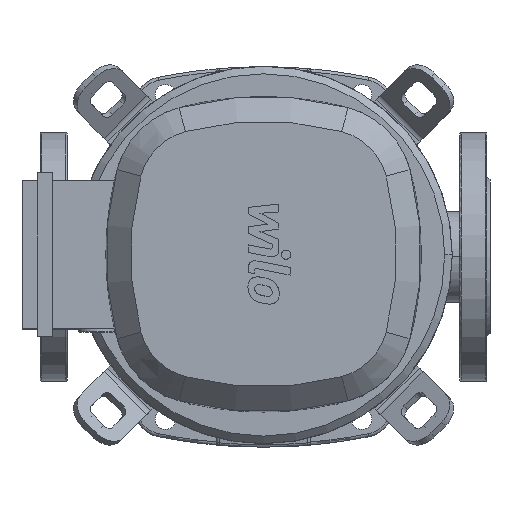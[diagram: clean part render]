
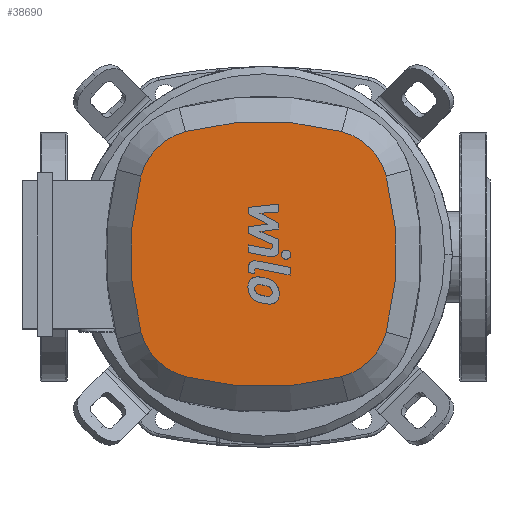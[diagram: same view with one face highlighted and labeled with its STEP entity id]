
A CAD part, top view. The second image highlights one B-rep face of the part: STEP entity #38690.
In plain terms, the highlighted planar face has unit normal (0, 0, 1).
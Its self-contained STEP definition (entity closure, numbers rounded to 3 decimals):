
#38325=CARTESIAN_POINT('',(-81.201,-51.757,1100.0));
#38326=VERTEX_POINT('',#38325);
#38344=CARTESIAN_POINT('',(-51.757,-81.201,1100.0));
#38345=VERTEX_POINT('',#38344);
#38352=CARTESIAN_POINT('',(-41.012,-41.012,1100.0));
#38353=DIRECTION('',(0.0,0.0,-1.0));
#38354=DIRECTION('',(0.0,-1.0,0.0));
#38355=AXIS2_PLACEMENT_3D('',#38352,#38353,#38354);
#38356=CIRCLE('',#38355,41.6);
#38357=EDGE_CURVE('',#38345,#38326,#38356,.T.);
#38367=CARTESIAN_POINT('',(-81.201,51.757,1100.0));
#38368=VERTEX_POINT('',#38367);
#38385=CARTESIAN_POINT('',(112.387,0.,1100.0));
#38386=DIRECTION('',(0.0,0.0,-1.0));
#38387=DIRECTION('',(-0.966,0.258,0.0));
#38388=AXIS2_PLACEMENT_3D('',#38385,#38386,#38387);
#38389=CIRCLE('',#38388,200.387);
#38390=EDGE_CURVE('',#38326,#38368,#38389,.T.);
#38402=CARTESIAN_POINT('',(51.757,-81.201,1100.0));
#38403=VERTEX_POINT('',#38402);
#38410=CARTESIAN_POINT('',(0.,112.387,1100.0));
#38411=DIRECTION('',(0.0,0.0,-1.0));
#38412=DIRECTION('',(-0.258,-0.966,0.0));
#38413=AXIS2_PLACEMENT_3D('',#38410,#38411,#38412);
#38414=CIRCLE('',#38413,200.387);
#38415=EDGE_CURVE('',#38403,#38345,#38414,.T.);
#38433=CARTESIAN_POINT('',(-51.757,81.201,1100.0));
#38434=VERTEX_POINT('',#38433);
#38451=CARTESIAN_POINT('',(-41.012,41.012,1100.0));
#38452=DIRECTION('',(0.0,0.0,-1.0));
#38453=DIRECTION('',(-1.0,0.0,0.0));
#38454=AXIS2_PLACEMENT_3D('',#38451,#38452,#38453);
#38455=CIRCLE('',#38454,41.6);
#38456=EDGE_CURVE('',#38368,#38434,#38455,.T.);
#38468=CARTESIAN_POINT('',(81.201,-51.757,1100.0));
#38469=VERTEX_POINT('',#38468);
#38476=CARTESIAN_POINT('',(41.012,-41.012,1100.0));
#38477=DIRECTION('',(0.0,0.0,-1.0));
#38478=DIRECTION('',(1.0,0.0,0.0));
#38479=AXIS2_PLACEMENT_3D('',#38476,#38477,#38478);
#38480=CIRCLE('',#38479,41.6);
#38481=EDGE_CURVE('',#38469,#38403,#38480,.T.);
#38499=CARTESIAN_POINT('',(51.757,81.201,1100.0));
#38500=VERTEX_POINT('',#38499);
#38517=CARTESIAN_POINT('',(0.,-112.387,1100.0));
#38518=DIRECTION('',(0.0,0.0,-1.0));
#38519=DIRECTION('',(0.258,0.966,0.0));
#38520=AXIS2_PLACEMENT_3D('',#38517,#38518,#38519);
#38521=CIRCLE('',#38520,200.387);
#38522=EDGE_CURVE('',#38434,#38500,#38521,.T.);
#38534=CARTESIAN_POINT('',(81.201,51.757,1100.0));
#38535=VERTEX_POINT('',#38534);
#38542=CARTESIAN_POINT('',(-112.387,0.,1100.0));
#38543=DIRECTION('',(0.0,0.0,-1.0));
#38544=DIRECTION('',(0.966,-0.258,0.0));
#38545=AXIS2_PLACEMENT_3D('',#38542,#38543,#38544);
#38546=CIRCLE('',#38545,200.387);
#38547=EDGE_CURVE('',#38535,#38469,#38546,.T.);
#38566=CARTESIAN_POINT('',(41.012,41.012,1100.0));
#38567=DIRECTION('',(0.0,0.0,-1.0));
#38568=DIRECTION('',(0.0,1.0,0.0));
#38569=AXIS2_PLACEMENT_3D('',#38566,#38567,#38568);
#38570=CIRCLE('',#38569,41.6);
#38571=EDGE_CURVE('',#38500,#38535,#38570,.T.);
#38675=CARTESIAN_POINT('',(90.191,0.,1100.0));
#38676=DIRECTION('',(0.0,0.0,1.0));
#38677=DIRECTION('',(-1.0,0.0,0.0));
#38678=AXIS2_PLACEMENT_3D('',#38675,#38676,#38677);
#38679=PLANE('',#38678);
#38680=ORIENTED_EDGE('',*,*,#38357,.F.);
#38681=ORIENTED_EDGE('',*,*,#38415,.F.);
#38682=ORIENTED_EDGE('',*,*,#38481,.F.);
#38683=ORIENTED_EDGE('',*,*,#38547,.F.);
#38684=ORIENTED_EDGE('',*,*,#38571,.F.);
#38685=ORIENTED_EDGE('',*,*,#38522,.F.);
#38686=ORIENTED_EDGE('',*,*,#38456,.F.);
#38687=ORIENTED_EDGE('',*,*,#38390,.F.);
#38688=EDGE_LOOP('',(#38680,#38681,#38682,#38683,#38684,#38685,#38686,#38687));
#38689=FACE_OUTER_BOUND('',#38688,.T.);
#38690=ADVANCED_FACE('',(#38689),#38679,.T.);
